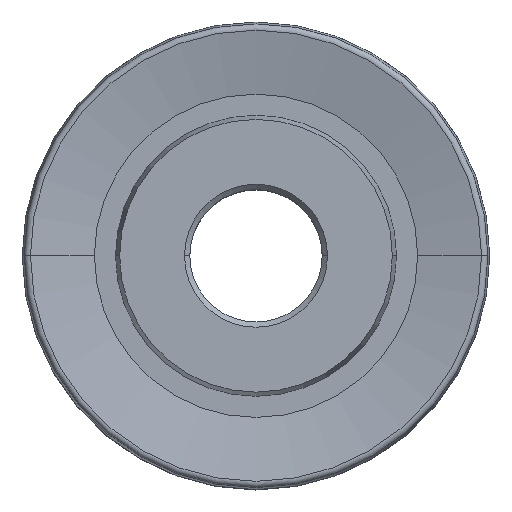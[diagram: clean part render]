
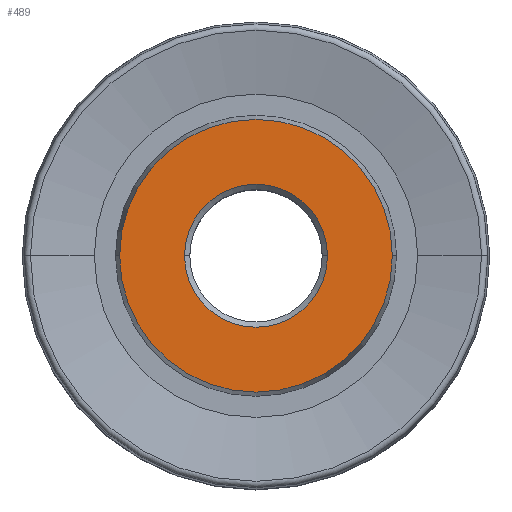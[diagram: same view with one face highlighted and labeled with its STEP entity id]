
A CAD part, top view. The second image highlights one B-rep face of the part: STEP entity #489.
In plain terms, the highlighted planar face has unit normal (0, 0, 1).
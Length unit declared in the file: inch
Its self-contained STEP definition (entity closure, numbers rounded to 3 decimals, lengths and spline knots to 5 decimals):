
#4 = CARTESIAN_POINT ( 'NONE',  ( 0., 0., 0.2855 ) ) ;
#45 = VERTEX_POINT ( 'NONE', #2105 ) ;
#114 = AXIS2_PLACEMENT_3D ( 'NONE', #339, #2498, #661 ) ;
#176 = DIRECTION ( 'NONE',  ( 1., 0., 0. ) ) ;
#194 = DIRECTION ( 'NONE',  ( 0., 0., -1. ) ) ;
#308 = DIRECTION ( 'NONE',  ( 1., 0., 0. ) ) ;
#339 = CARTESIAN_POINT ( 'NONE',  ( 0., 0., 0.2855 ) ) ;
#377 = ORIENTED_EDGE ( 'NONE', *, *, #1156, .T. ) ;
#429 = CARTESIAN_POINT ( 'NONE',  ( 0., 0., 0.2855 ) ) ;
#473 = EDGE_LOOP ( 'NONE', ( #1780, #1196 ) ) ;
#489 = ADVANCED_FACE ( 'NONE', ( #2325, #3716 ), #3212, .T. ) ;
#559 = CIRCLE ( 'NONE', #2226, 0.2575 ) ;
#661 = DIRECTION ( 'NONE',  ( 1., 0., 0. ) ) ;
#669 = EDGE_CURVE ( 'NONE', #3517, #2725, #3158, .T. ) ;
#892 = EDGE_CURVE ( 'NONE', #2725, #3517, #2846, .T. ) ;
#915 = CARTESIAN_POINT ( 'NONE',  ( 0.2575, 0., 0.2855 ) ) ;
#949 = AXIS2_PLACEMENT_3D ( 'NONE', #429, #194, #176 ) ;
#1017 = CARTESIAN_POINT ( 'NONE',  ( -0.135, 0., 0.2855 ) ) ;
#1030 = VERTEX_POINT ( 'NONE', #915 ) ;
#1156 = EDGE_CURVE ( 'NONE', #45, #1030, #559, .T. ) ;
#1196 = ORIENTED_EDGE ( 'NONE', *, *, #669, .T. ) ;
#1750 = DIRECTION ( 'NONE',  ( 1., 0., 0. ) ) ;
#1767 = DIRECTION ( 'NONE',  ( 0., 0., 1. ) ) ;
#1780 = ORIENTED_EDGE ( 'NONE', *, *, #892, .T. ) ;
#2009 = CARTESIAN_POINT ( 'NONE',  ( 0., 0., 0.2855 ) ) ;
#2105 = CARTESIAN_POINT ( 'NONE',  ( -0.2575, 0., 0.2855 ) ) ;
#2144 = DIRECTION ( 'NONE',  ( 0., 0., 1. ) ) ;
#2209 = DIRECTION ( 'NONE',  ( 1., 0., 0. ) ) ;
#2226 = AXIS2_PLACEMENT_3D ( 'NONE', #4, #2144, #308 ) ;
#2275 = EDGE_CURVE ( 'NONE', #1030, #45, #2691, .T. ) ;
#2325 = FACE_OUTER_BOUND ( 'NONE', #2902, .T. ) ;
#2457 = AXIS2_PLACEMENT_3D ( 'NONE', #2009, #1767, #1750 ) ;
#2494 = DIRECTION ( 'NONE',  ( 0., 0., -1. ) ) ;
#2498 = DIRECTION ( 'NONE',  ( 0., 0., 1. ) ) ;
#2508 = CARTESIAN_POINT ( 'NONE',  ( 0., 0., 0.2855 ) ) ;
#2691 = CIRCLE ( 'NONE', #114, 0.2575 ) ;
#2725 = VERTEX_POINT ( 'NONE', #3630 ) ;
#2846 = CIRCLE ( 'NONE', #3771, 0.135 ) ;
#2902 = EDGE_LOOP ( 'NONE', ( #377, #2983 ) ) ;
#2983 = ORIENTED_EDGE ( 'NONE', *, *, #2275, .T. ) ;
#3158 = CIRCLE ( 'NONE', #949, 0.135 ) ;
#3212 = PLANE ( 'NONE',  #2457 ) ;
#3517 = VERTEX_POINT ( 'NONE', #1017 ) ;
#3630 = CARTESIAN_POINT ( 'NONE',  ( 0.135, 0., 0.2855 ) ) ;
#3716 = FACE_BOUND ( 'NONE', #473, .T. ) ;
#3771 = AXIS2_PLACEMENT_3D ( 'NONE', #2508, #2494, #2209 ) ;
